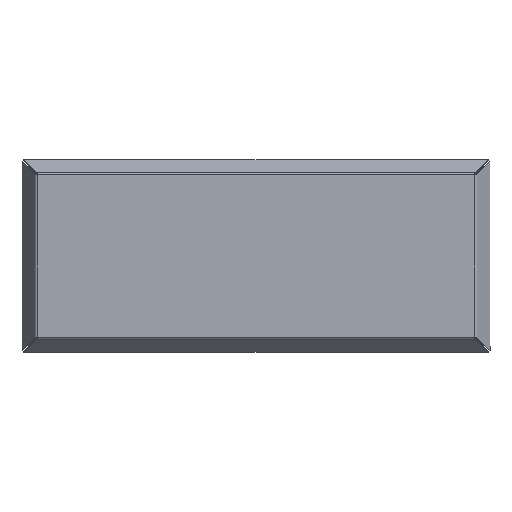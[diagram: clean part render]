
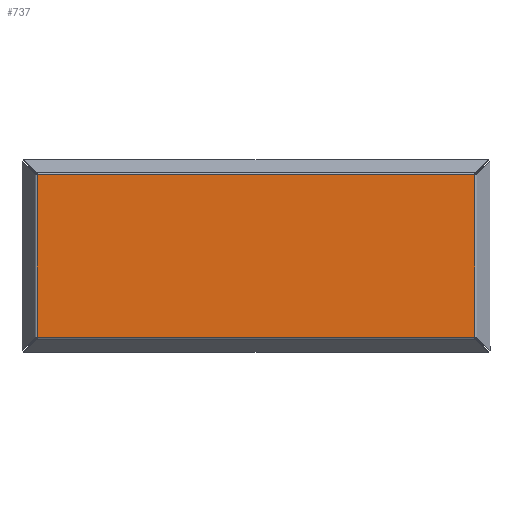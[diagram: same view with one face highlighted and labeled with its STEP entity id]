
A CAD part, top view. The second image highlights one B-rep face of the part: STEP entity #737.
In plain terms, the highlighted planar face has unit normal (0, 0, 1).
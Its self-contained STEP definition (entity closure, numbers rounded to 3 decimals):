
#51=PLANE('',#807);
#97=FACE_OUTER_BOUND('',#143,.T.);
#143=EDGE_LOOP('',(#677,#678,#679,#680));
#162=LINE('',#1027,#246);
#184=LINE('',#1080,#268);
#206=LINE('',#1131,#290);
#226=LINE('',#1178,#310);
#246=VECTOR('',#816,10.);
#268=VECTOR('',#868,10.);
#290=VECTOR('',#920,10.);
#310=VECTOR('',#970,10.);
#331=VERTEX_POINT('',#1024);
#332=VERTEX_POINT('',#1026);
#347=VERTEX_POINT('',#1077);
#348=VERTEX_POINT('',#1079);
#387=EDGE_CURVE('',#332,#331,#162,.T.);
#413=EDGE_CURVE('',#348,#347,#184,.T.);
#439=EDGE_CURVE('',#347,#332,#206,.T.);
#463=EDGE_CURVE('',#331,#348,#226,.T.);
#677=ORIENTED_EDGE('',*,*,#387,.T.);
#678=ORIENTED_EDGE('',*,*,#463,.T.);
#679=ORIENTED_EDGE('',*,*,#413,.T.);
#680=ORIENTED_EDGE('',*,*,#439,.T.);
#737=ADVANCED_FACE('',(#97),#51,.T.);
#807=AXIS2_PLACEMENT_3D('',#1220,#1015,#1016);
#816=DIRECTION('',(0.,-1.,0.));
#868=DIRECTION('',(0.,1.,0.));
#920=DIRECTION('',(-1.,0.,0.));
#970=DIRECTION('',(1.,0.,0.));
#1015=DIRECTION('center_axis',(0.,0.,1.));
#1016=DIRECTION('ref_axis',(1.,0.,0.));
#1024=CARTESIAN_POINT('',(-198.845,-73.845,1.));
#1026=CARTESIAN_POINT('',(-198.845,73.845,1.));
#1027=CARTESIAN_POINT('',(-198.845,36.923,1.));
#1077=CARTESIAN_POINT('',(198.845,73.845,1.));
#1079=CARTESIAN_POINT('',(198.845,-73.845,1.));
#1080=CARTESIAN_POINT('',(198.845,-36.923,1.));
#1131=CARTESIAN_POINT('',(99.423,73.845,1.));
#1178=CARTESIAN_POINT('',(-99.423,-73.845,1.));
#1220=CARTESIAN_POINT('Origin',(0.,0.,
1.));
